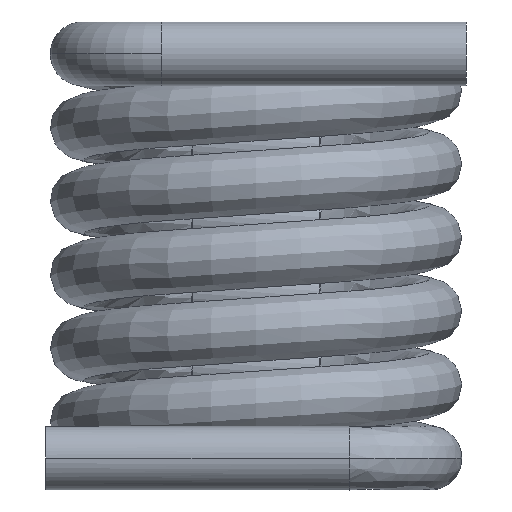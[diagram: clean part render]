
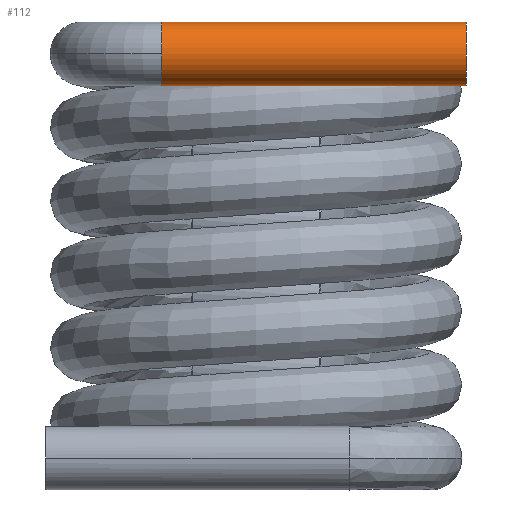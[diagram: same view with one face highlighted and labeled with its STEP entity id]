
A CAD part, front view. The second image highlights one B-rep face of the part: STEP entity #112.
In plain terms, the highlighted cylindrical face has radius 0.2 mm (diameter 0.4 mm), a partial arc.
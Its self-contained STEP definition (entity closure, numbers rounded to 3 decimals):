
#39 = DIRECTION ( 'NONE',  ( 1., 0., 0. ) ) ;
#78 = ORIENTED_EDGE ( 'NONE', *, *, #5112, .F. ) ;
#112 = ADVANCED_FACE ( 'NONE', ( #4503 ), #5159, .T. ) ;
#134 = CARTESIAN_POINT ( 'NONE',  ( -0.592, -1.422, 0. ) ) ;
#230 = DIRECTION ( 'NONE',  ( 1., 0., 0. ) ) ;
#486 = CARTESIAN_POINT ( 'NONE',  ( -0.592, -1.422, 0. ) ) ;
#544 = ORIENTED_EDGE ( 'NONE', *, *, #4945, .F. ) ;
#571 = DIRECTION ( 'NONE',  ( 0., 0., 1. ) ) ;
#603 = CARTESIAN_POINT ( 'NONE',  ( -0.592, -1.422, -0.2 ) ) ;
#677 = CARTESIAN_POINT ( 'NONE',  ( 1.321, -1.422, 0. ) ) ;
#747 = AXIS2_PLACEMENT_3D ( 'NONE', #134, #3204, #571 ) ;
#881 = EDGE_LOOP ( 'NONE', ( #1549, #78, #544, #3417, #5078 ) ) ;
#921 = VERTEX_POINT ( 'NONE', #603 ) ;
#947 = EDGE_CURVE ( 'NONE', #5639, #1698, #1323, .T. ) ;
#1010 = CARTESIAN_POINT ( 'NONE',  ( 1.321, -1.422, -0.2 ) ) ;
#1122 = DIRECTION ( 'NONE',  ( 0., 0., -1. ) ) ;
#1299 = DIRECTION ( 'NONE',  ( -1., 0., 0. ) ) ;
#1323 = LINE ( 'NONE', #2863, #3517 ) ;
#1345 = DIRECTION ( 'NONE',  ( 0., 0., -1. ) ) ;
#1549 = ORIENTED_EDGE ( 'NONE', *, *, #947, .F. ) ;
#1565 = CARTESIAN_POINT ( 'NONE',  ( -0.592, -1.422, -0.2 ) ) ;
#1698 = VERTEX_POINT ( 'NONE', #5378 ) ;
#2011 = CIRCLE ( 'NONE', #747, 0.2 ) ;
#2223 = AXIS2_PLACEMENT_3D ( 'NONE', #486, #3985, #1345 ) ;
#2863 = CARTESIAN_POINT ( 'NONE',  ( -0.592, -1.422, 0.2 ) ) ;
#3063 = EDGE_CURVE ( 'NONE', #5337, #1698, #4732, .T. ) ;
#3204 = DIRECTION ( 'NONE',  ( -1., 0., 0. ) ) ;
#3272 = LINE ( 'NONE', #1565, #5652 ) ;
#3417 = ORIENTED_EDGE ( 'NONE', *, *, #4625, .T. ) ;
#3514 = CARTESIAN_POINT ( 'NONE',  ( -0.592, -1.622, 0. ) ) ;
#3517 = VECTOR ( 'NONE', #230, 1000. ) ;
#3753 = DIRECTION ( 'NONE',  ( -1., 0., 0. ) ) ;
#3927 = CARTESIAN_POINT ( 'NONE',  ( -0.592, -1.422, 0. ) ) ;
#3985 = DIRECTION ( 'NONE',  ( 1., 0., 0. ) ) ;
#4045 = CARTESIAN_POINT ( 'NONE',  ( -0.592, -1.422, 0.2 ) ) ;
#4091 = AXIS2_PLACEMENT_3D ( 'NONE', #677, #3753, #1122 ) ;
#4396 = DIRECTION ( 'NONE',  ( 0., 0., 1. ) ) ;
#4503 = FACE_OUTER_BOUND ( 'NONE', #881, .T. ) ;
#4559 = CIRCLE ( 'NONE', #5383, 0.2 ) ;
#4625 = EDGE_CURVE ( 'NONE', #921, #5337, #3272, .T. ) ;
#4732 = CIRCLE ( 'NONE', #4091, 0.2 ) ;
#4945 = EDGE_CURVE ( 'NONE', #921, #5435, #4559, .T. ) ;
#5078 = ORIENTED_EDGE ( 'NONE', *, *, #3063, .T. ) ;
#5112 = EDGE_CURVE ( 'NONE', #5435, #5639, #2011, .T. ) ;
#5159 = CYLINDRICAL_SURFACE ( 'NONE', #2223, 0.2 ) ;
#5337 = VERTEX_POINT ( 'NONE', #1010 ) ;
#5378 = CARTESIAN_POINT ( 'NONE',  ( 1.321, -1.422, 0.2 ) ) ;
#5383 = AXIS2_PLACEMENT_3D ( 'NONE', #3927, #1299, #4396 ) ;
#5435 = VERTEX_POINT ( 'NONE', #3514 ) ;
#5639 = VERTEX_POINT ( 'NONE', #4045 ) ;
#5652 = VECTOR ( 'NONE', #39, 1000. ) ;
